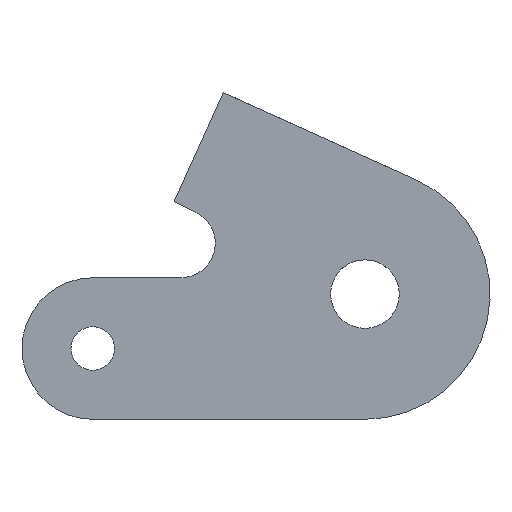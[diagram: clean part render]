
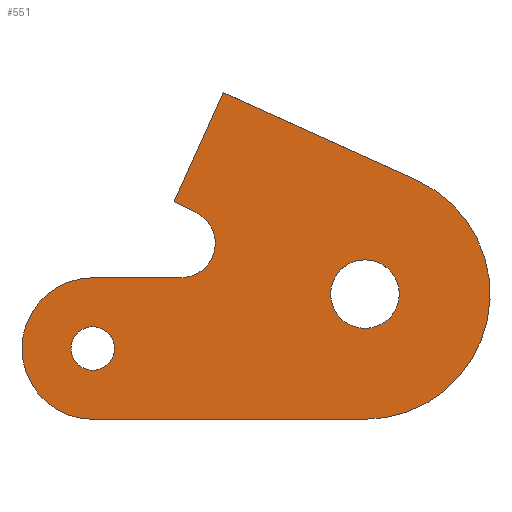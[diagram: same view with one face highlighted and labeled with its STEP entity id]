
A CAD part, front view. The second image highlights one B-rep face of the part: STEP entity #551.
In plain terms, the highlighted planar face has unit normal (0, -1, 0).
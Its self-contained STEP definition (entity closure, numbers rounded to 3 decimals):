
#64=CARTESIAN_POINT('',(0.,0.,-3.15));
#65=VERTEX_POINT('',#64);
#74=CARTESIAN_POINT('',(-0.,0.,3.15));
#75=VERTEX_POINT('',#74);
#76=CARTESIAN_POINT('',(0.,0.,0.));
#77=DIRECTION('',(0.,1.,0.));
#78=DIRECTION('',(0.,-0.,1.));
#79=AXIS2_PLACEMENT_3D('',#76,#77,#78);
#80=CIRCLE('',#79,3.15);
#81=EDGE_CURVE('',#75,#65,#80,.T.);
#83=CARTESIAN_POINT('',(0.,0.,0.));
#84=DIRECTION('',(0.,1.,0.));
#85=DIRECTION('',(0.,-0.,1.));
#86=AXIS2_PLACEMENT_3D('',#83,#84,#85);
#87=CIRCLE('',#86,3.15);
#88=EDGE_CURVE('',#65,#75,#87,.T.);
#453=CARTESIAN_POINT('',(0.,0.,0.));
#454=DIRECTION('',(0.,1.,0.));
#455=DIRECTION('',(0.,0.,1.));
#456=AXIS2_PLACEMENT_3D('',#453,#454,#455);
#457=PLANE('',#456);
#458=ORIENTED_EDGE('',*,*,#81,.T.);
#459=ORIENTED_EDGE('',*,*,#88,.T.);
#460=EDGE_LOOP('',(#458,#459));
#461=FACE_BOUND('',#460,.T.);
#462=CARTESIAN_POINT('',(4.738,0.,10.478));
#463=VERTEX_POINT('',#462);
#464=CARTESIAN_POINT('',(0.,0.,-11.5));
#465=VERTEX_POINT('',#464);
#466=CARTESIAN_POINT('',(0.,0.,0.));
#467=DIRECTION('',(0.,1.,0.));
#468=DIRECTION('',(0.,-0.,1.));
#469=AXIS2_PLACEMENT_3D('',#466,#467,#468);
#470=CIRCLE('',#469,11.5);
#471=EDGE_CURVE('',#463,#465,#470,.T.);
#472=ORIENTED_EDGE('',*,*,#471,.F.);
#473=CARTESIAN_POINT('',(-13.,0.,18.5));
#474=VERTEX_POINT('',#473);
#475=CARTESIAN_POINT('',(-13.,0.,18.5));
#476=DIRECTION('',(0.911,0.,-0.412));
#477=VECTOR('',#476,19.468);
#478=LINE('',#475,#477);
#479=EDGE_CURVE('',#474,#463,#478,.T.);
#480=ORIENTED_EDGE('',*,*,#479,.F.);
#481=CARTESIAN_POINT('',(-17.532,0.,8.477));
#482=VERTEX_POINT('',#481);
#483=CARTESIAN_POINT('',(-17.532,0.,8.477));
#484=DIRECTION('',(0.412,0.,0.911));
#485=VECTOR('',#484,11.);
#486=LINE('',#483,#485);
#487=EDGE_CURVE('',#482,#474,#486,.T.);
#488=ORIENTED_EDGE('',*,*,#487,.F.);
#489=CARTESIAN_POINT('',(-15.532,0.,7.51));
#490=VERTEX_POINT('',#489);
#491=CARTESIAN_POINT('',(-15.532,0.,7.51));
#492=DIRECTION('',(-0.9,0.,0.435));
#493=VECTOR('',#492,2.222);
#494=LINE('',#491,#493);
#495=EDGE_CURVE('',#490,#482,#494,.T.);
#496=ORIENTED_EDGE('',*,*,#495,.F.);
#497=CARTESIAN_POINT('',(-16.909,0.,1.5));
#498=VERTEX_POINT('',#497);
#499=CARTESIAN_POINT('',(-16.909,0.,4.663));
#500=DIRECTION('',(0.,-1.,0.));
#501=DIRECTION('',(0.,0.,-1.));
#502=AXIS2_PLACEMENT_3D('',#499,#500,#501);
#503=CIRCLE('',#502,3.163);
#504=EDGE_CURVE('',#498,#490,#503,.T.);
#505=ORIENTED_EDGE('',*,*,#504,.F.);
#506=CARTESIAN_POINT('',(-25.,0.,1.5));
#507=VERTEX_POINT('',#506);
#508=CARTESIAN_POINT('',(-25.,0.,1.5));
#509=DIRECTION('',(1.,0.,-0.));
#510=VECTOR('',#509,8.091);
#511=LINE('',#508,#510);
#512=EDGE_CURVE('',#507,#498,#511,.T.);
#513=ORIENTED_EDGE('',*,*,#512,.F.);
#514=CARTESIAN_POINT('',(-25.,0.,-11.5));
#515=VERTEX_POINT('',#514);
#516=CARTESIAN_POINT('',(-25.,0.,-5.));
#517=DIRECTION('',(0.,1.,0.));
#518=DIRECTION('',(0.,-0.,1.));
#519=AXIS2_PLACEMENT_3D('',#516,#517,#518);
#520=CIRCLE('',#519,6.5);
#521=EDGE_CURVE('',#515,#507,#520,.T.);
#522=ORIENTED_EDGE('',*,*,#521,.F.);
#523=CARTESIAN_POINT('',(0.,0.,-11.5));
#524=DIRECTION('',(-1.,0.,0.));
#525=VECTOR('',#524,25.);
#526=LINE('',#523,#525);
#527=EDGE_CURVE('',#465,#515,#526,.T.);
#528=ORIENTED_EDGE('',*,*,#527,.F.);
#529=EDGE_LOOP('',(#472,#480,#488,#496,#505,#513,#522,#528));
#530=FACE_BOUND('',#529,.T.);
#531=CARTESIAN_POINT('',(-25.,0.,-3.));
#532=VERTEX_POINT('',#531);
#533=CARTESIAN_POINT('',(-25.,0.,-7.));
#534=VERTEX_POINT('',#533);
#535=CARTESIAN_POINT('',(-25.,0.,-5.));
#536=DIRECTION('',(0.,1.,0.));
#537=DIRECTION('',(0.,-0.,1.));
#538=AXIS2_PLACEMENT_3D('',#535,#536,#537);
#539=CIRCLE('',#538,2.);
#540=EDGE_CURVE('',#532,#534,#539,.T.);
#541=ORIENTED_EDGE('',*,*,#540,.T.);
#542=CARTESIAN_POINT('',(-25.,0.,-5.));
#543=DIRECTION('',(0.,1.,0.));
#544=DIRECTION('',(0.,-0.,1.));
#545=AXIS2_PLACEMENT_3D('',#542,#543,#544);
#546=CIRCLE('',#545,2.);
#547=EDGE_CURVE('',#534,#532,#546,.T.);
#548=ORIENTED_EDGE('',*,*,#547,.T.);
#549=EDGE_LOOP('',(#541,#548));
#550=FACE_BOUND('',#549,.T.);
#551=ADVANCED_FACE('',(#461,#530,#550),#457,.F.);
